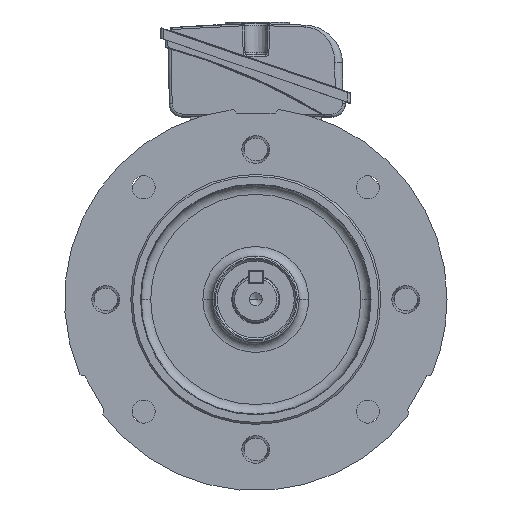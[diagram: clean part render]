
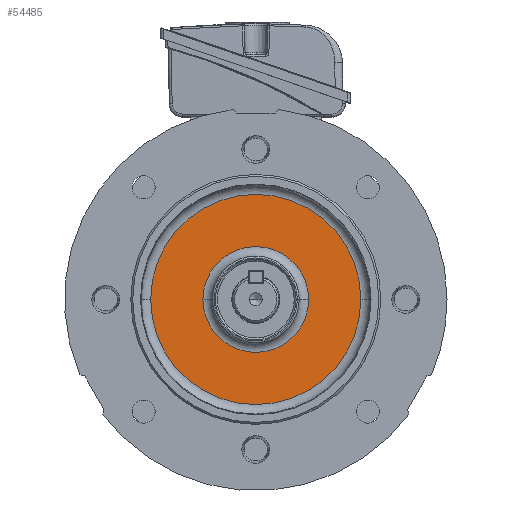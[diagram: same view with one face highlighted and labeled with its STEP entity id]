
A CAD part, top view. The second image highlights one B-rep face of the part: STEP entity #54485.
In plain terms, the highlighted planar face has unit normal (0, 0, 1).
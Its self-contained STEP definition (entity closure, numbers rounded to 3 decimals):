
#26 = DIRECTION ( 'NONE',  ( 1., 0., 0. ) ) ;
#342 = DIRECTION ( 'NONE',  ( 0., 0., 1. ) ) ;
#989 = VERTEX_POINT ( 'NONE', #61135 ) ;
#1019 = CARTESIAN_POINT ( 'NONE',  ( 0., 0., 0. ) ) ;
#6748 = CARTESIAN_POINT ( 'NONE',  ( -27.507, 0., 0. ) ) ;
#10499 = ORIENTED_EDGE ( 'NONE', *, *, #63829, .F. ) ;
#10680 = CIRCLE ( 'NONE', #48946, 27.507 ) ;
#10821 = EDGE_CURVE ( 'NONE', #12559, #31471, #18813, .T. ) ;
#11004 = DIRECTION ( 'NONE',  ( 1., 0., 0. ) ) ;
#12559 = VERTEX_POINT ( 'NONE', #61967 ) ;
#16101 = PLANE ( 'NONE',  #60878 ) ;
#16772 = FACE_BOUND ( 'NONE', #64217, .T. ) ;
#17291 = ORIENTED_EDGE ( 'NONE', *, *, #10821, .T. ) ;
#18813 = CIRCLE ( 'NONE', #60270, 54.647 ) ;
#20339 = CARTESIAN_POINT ( 'NONE',  ( 0., 0., 0. ) ) ;
#20655 = DIRECTION ( 'NONE',  ( 1., 0., 0. ) ) ;
#22089 = VERTEX_POINT ( 'NONE', #6748 ) ;
#22631 = DIRECTION ( 'NONE',  ( 1., 0., 0. ) ) ;
#27391 = DIRECTION ( 'NONE',  ( -1., 0., 0. ) ) ;
#28671 = CIRCLE ( 'NONE', #40392, 54.647 ) ;
#29006 = ORIENTED_EDGE ( 'NONE', *, *, #58530, .F. ) ;
#29956 = CARTESIAN_POINT ( 'NONE',  ( 0., 0., 0. ) ) ;
#31471 = VERTEX_POINT ( 'NONE', #61312 ) ;
#32476 = CIRCLE ( 'NONE', #59074, 27.507 ) ;
#33584 = DIRECTION ( 'NONE',  ( 0., 0., 1. ) ) ;
#34823 = CARTESIAN_POINT ( 'NONE',  ( 0., 0., 0. ) ) ;
#40392 = AXIS2_PLACEMENT_3D ( 'NONE', #1019, #51643, #26 ) ;
#48946 = AXIS2_PLACEMENT_3D ( 'NONE', #29956, #342, #20655 ) ;
#50961 = DIRECTION ( 'NONE',  ( 0., 0., 1. ) ) ;
#51643 = DIRECTION ( 'NONE',  ( 0., 0., 1. ) ) ;
#51731 = FACE_OUTER_BOUND ( 'NONE', #62589, .T. ) ;
#52386 = DIRECTION ( 'NONE',  ( 0., 0., -1. ) ) ;
#54485 = ADVANCED_FACE ( 'NONE', ( #16772, #51731 ), #16101, .F. ) ;
#55955 = ORIENTED_EDGE ( 'NONE', *, *, #64858, .T. ) ;
#57034 = CARTESIAN_POINT ( 'NONE',  ( 0., 27.507, 0. ) ) ;
#58530 = EDGE_CURVE ( 'NONE', #22089, #989, #32476, .T. ) ;
#59074 = AXIS2_PLACEMENT_3D ( 'NONE', #20339, #50961, #11004 ) ;
#60270 = AXIS2_PLACEMENT_3D ( 'NONE', #34823, #33584, #22631 ) ;
#60878 = AXIS2_PLACEMENT_3D ( 'NONE', #57034, #52386, #27391 ) ;
#61135 = CARTESIAN_POINT ( 'NONE',  ( 27.507, 0., 0. ) ) ;
#61312 = CARTESIAN_POINT ( 'NONE',  ( -54.647, 0., 0. ) ) ;
#61967 = CARTESIAN_POINT ( 'NONE',  ( 54.647, 0., 0. ) ) ;
#62589 = EDGE_LOOP ( 'NONE', ( #17291, #55955 ) ) ;
#63829 = EDGE_CURVE ( 'NONE', #989, #22089, #10680, .T. ) ;
#64217 = EDGE_LOOP ( 'NONE', ( #10499, #29006 ) ) ;
#64858 = EDGE_CURVE ( 'NONE', #31471, #12559, #28671, .T. ) ;
